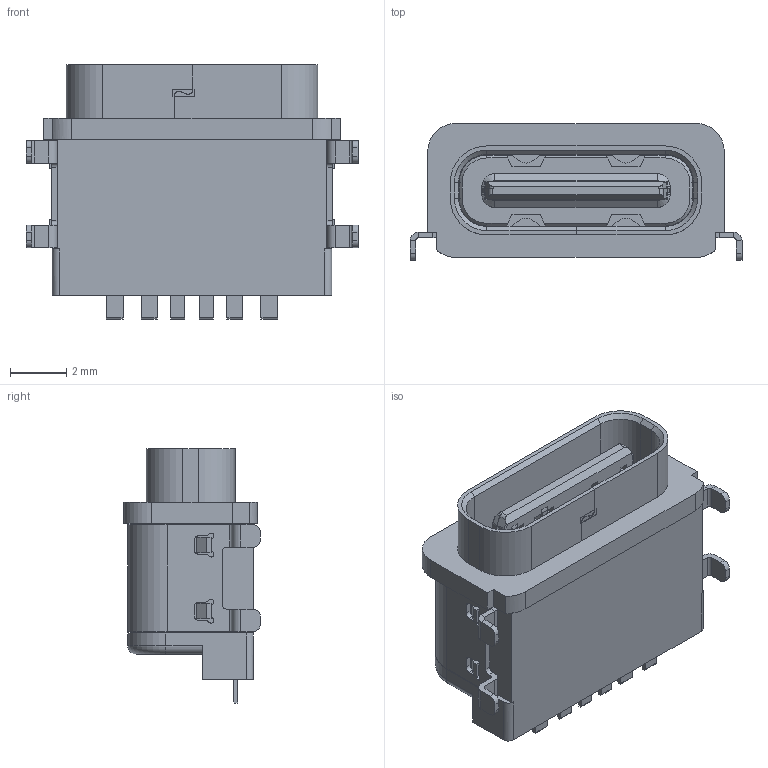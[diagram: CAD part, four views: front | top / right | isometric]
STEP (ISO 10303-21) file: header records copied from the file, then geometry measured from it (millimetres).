
FILE_DESCRIPTION (( 'STEP AP214' ), '1' );
FILE_NAME ('USB4715-GF-A.STEP', '2022-10-26T06:08:39', ( '' ), ( '' ), 'SwSTEP 2.0', 'SolidWorks 2017', '' );
FILE_SCHEMA (( 'AUTOMOTIVE_DESIGN' ));
Length unit declared in the file: millimetre
Products named in the file (2): USB4715-GF-A; USB4715-GF-A_USB4715-GF-A
Assembly tree (1 placements, depth 2):
  USB4715-GF-A
    USB4715-GF-A_USB4715-GF-A
Bounding box: 11.8 x 4.86 x 9.05 mm (x, y, z)
Volume: 220.7 mm3; surface area: 927.6 mm2
Topology: 16 solids, 16 shells, 892 faces, 2431 edges, 1578 vertices
Faces by surface type: plane 687, cylinder 179, cone 12, bspline 7, torus 7
Entity records: 28189 total; most frequent: CARTESIAN_POINT 5173, ORIENTED_EDGE 4858, DIRECTION 4537, EDGE_CURVE 2429, LINE 2033, VECTOR 2033, VERTEX_POINT 1578, AXIS2_PLACEMENT_3D 1252
